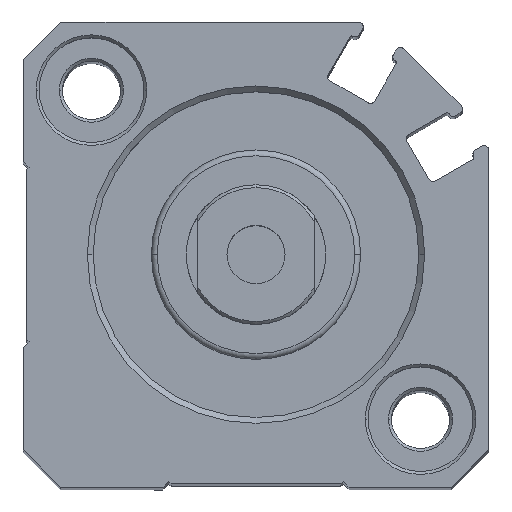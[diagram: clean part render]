
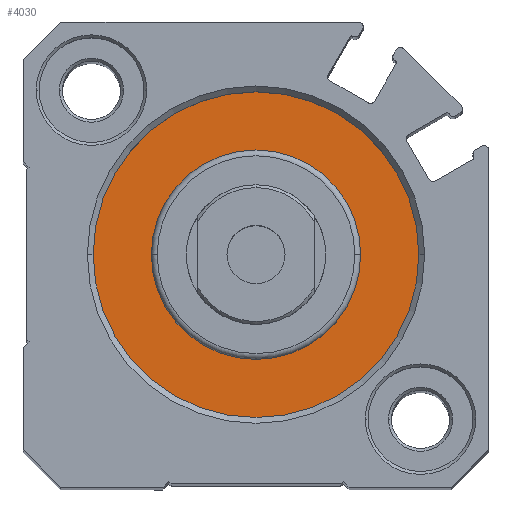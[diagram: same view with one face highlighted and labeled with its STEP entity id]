
A CAD part, top view. The second image highlights one B-rep face of the part: STEP entity #4030.
In plain terms, the highlighted planar face has unit normal (0, 0, 1).
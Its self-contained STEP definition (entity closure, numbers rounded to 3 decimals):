
#134 = EDGE_LOOP ( 'NONE', ( #4380, #442 ) ) ;
#253 = FACE_BOUND ( 'NONE', #949, .T. ) ;
#274 = EDGE_CURVE ( 'NONE', #854, #4114, #4303, .T. ) ;
#442 = ORIENTED_EDGE ( 'NONE', *, *, #1740, .T. ) ;
#497 = VERTEX_POINT ( 'NONE', #1165 ) ;
#532 = DIRECTION ( 'NONE',  ( 0., 0., 1. ) ) ;
#780 = CIRCLE ( 'NONE', #2460, 14. ) ;
#854 = VERTEX_POINT ( 'NONE', #3195 ) ;
#858 = CARTESIAN_POINT ( 'NONE',  ( 0., 0., 63.55 ) ) ;
#949 = EDGE_LOOP ( 'NONE', ( #1074, #2399 ) ) ;
#1040 = CARTESIAN_POINT ( 'NONE',  ( 0., 0., 63.55 ) ) ;
#1074 = ORIENTED_EDGE ( 'NONE', *, *, #3605, .F. ) ;
#1165 = CARTESIAN_POINT ( 'NONE',  ( -9., 0., 63.55 ) ) ;
#1248 = CARTESIAN_POINT ( 'NONE',  ( 0., 0., 63.55 ) ) ;
#1288 = CIRCLE ( 'NONE', #3701, 9. ) ;
#1376 = DIRECTION ( 'NONE',  ( 1., 0., 0. ) ) ;
#1381 = AXIS2_PLACEMENT_3D ( 'NONE', #1040, #3426, #1376 ) ;
#1588 = DIRECTION ( 'NONE',  ( 1., 0., 0. ) ) ;
#1740 = EDGE_CURVE ( 'NONE', #4114, #854, #780, .T. ) ;
#1781 = CIRCLE ( 'NONE', #1381, 9. ) ;
#1827 = CARTESIAN_POINT ( 'NONE',  ( 0., 0., 63.55 ) ) ;
#1850 = FACE_OUTER_BOUND ( 'NONE', #134, .T. ) ;
#2131 = EDGE_CURVE ( 'NONE', #4059, #497, #1781, .T. ) ;
#2161 = DIRECTION ( 'NONE',  ( 1., 0., 0. ) ) ;
#2399 = ORIENTED_EDGE ( 'NONE', *, *, #2131, .F. ) ;
#2460 = AXIS2_PLACEMENT_3D ( 'NONE', #1827, #4243, #2161 ) ;
#2566 = PLANE ( 'NONE',  #3305 ) ;
#2584 = CARTESIAN_POINT ( 'NONE',  ( 9., 0., 63.55 ) ) ;
#2920 = DIRECTION ( 'NONE',  ( 1., 0., 0. ) ) ;
#2964 = CARTESIAN_POINT ( 'NONE',  ( -14., 0., 63.55 ) ) ;
#3193 = AXIS2_PLACEMENT_3D ( 'NONE', #858, #532, #4062 ) ;
#3195 = CARTESIAN_POINT ( 'NONE',  ( 14., 0., 63.55 ) ) ;
#3305 = AXIS2_PLACEMENT_3D ( 'NONE', #4300, #3593, #2920 ) ;
#3426 = DIRECTION ( 'NONE',  ( 0., 0., 1. ) ) ;
#3593 = DIRECTION ( 'NONE',  ( 0., 0., 1. ) ) ;
#3605 = EDGE_CURVE ( 'NONE', #497, #4059, #1288, .T. ) ;
#3641 = DIRECTION ( 'NONE',  ( 0., 0., 1. ) ) ;
#3701 = AXIS2_PLACEMENT_3D ( 'NONE', #1248, #3641, #1588 ) ;
#4030 = ADVANCED_FACE ( 'NONE', ( #253, #1850 ), #2566, .T. ) ;
#4059 = VERTEX_POINT ( 'NONE', #2584 ) ;
#4062 = DIRECTION ( 'NONE',  ( 1., 0., 0. ) ) ;
#4114 = VERTEX_POINT ( 'NONE', #2964 ) ;
#4243 = DIRECTION ( 'NONE',  ( 0., 0., 1. ) ) ;
#4300 = CARTESIAN_POINT ( 'NONE',  ( 0., 0., 63.55 ) ) ;
#4303 = CIRCLE ( 'NONE', #3193, 14. ) ;
#4380 = ORIENTED_EDGE ( 'NONE', *, *, #274, .T. ) ;
